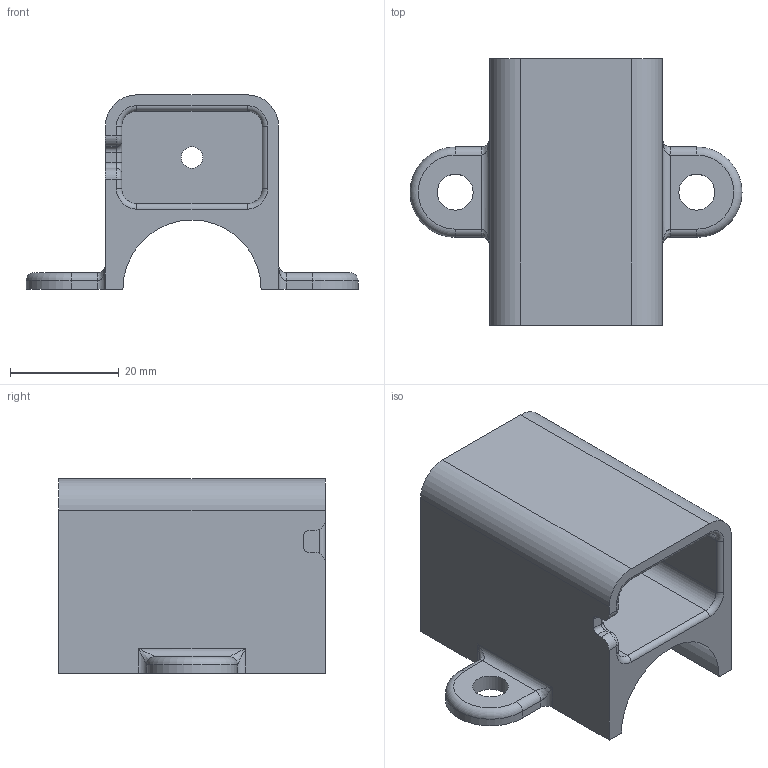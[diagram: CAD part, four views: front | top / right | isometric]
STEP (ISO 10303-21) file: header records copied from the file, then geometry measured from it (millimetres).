
FILE_DESCRIPTION(/* description */ (''),/* implementation_level */ '2;1');
FILE_NAME(/* name */ 'Brake Light 9V Battery Clamshell Top Half.step',/* time_stamp */ '2024-04-04T18:36:50-04:00',/* author */ (''),/* organization */ (''),/* preprocessor_version */ 'ST-DEVELOPER v20',/* originating_system */ 'Autodesk Translation Framework v12.20.1.177',/* authorisation */ '');
FILE_SCHEMA (('AUTOMOTIVE_DESIGN { 1 0 10303 214 3 1 1 }'));
Length unit declared in the file: millimetre
Products named in the file (1): Brake Light 9V Battery Clamshell
Bounding box: 61.01 x 49 x 35.7 mm (x, y, z)
Volume: 23599.6 mm3; surface area: 13395.5 mm2
Topology: 1 solids, 1 shells, 69 faces, 173 edges, 102 vertices
Faces by surface type: cylinder 34, plane 21, torus 8, bspline 6
Full cylindrical faces by diameter (mm): 4 x1, 6.604 x2
Entity records: 2176 total; most frequent: CARTESIAN_POINT 478, DIRECTION 375, ORIENTED_EDGE 338, EDGE_CURVE 169, AXIS2_PLACEMENT_3D 142, VERTEX_POINT 102, LINE 91, VECTOR 91
